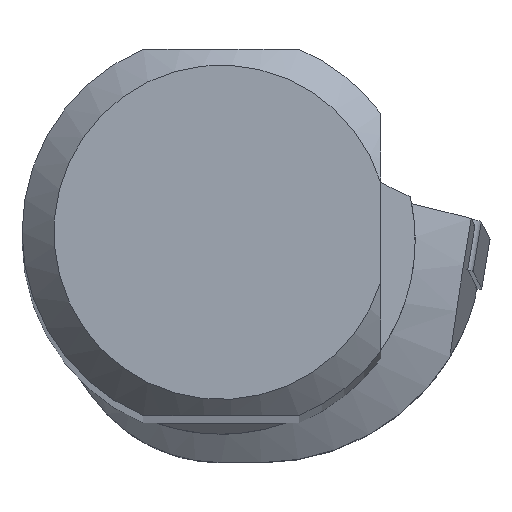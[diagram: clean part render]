
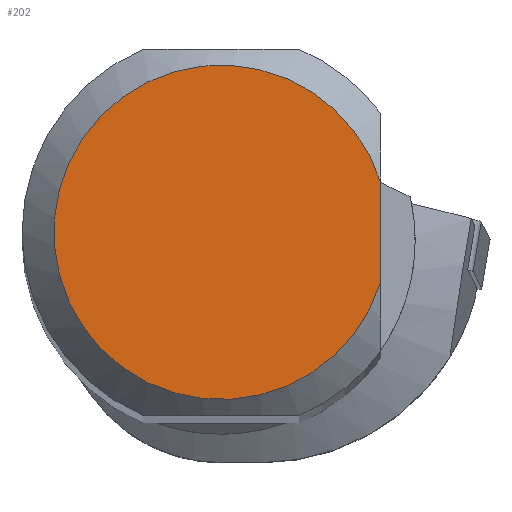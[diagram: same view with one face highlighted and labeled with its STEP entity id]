
A CAD part, top view. The second image highlights one B-rep face of the part: STEP entity #202.
In plain terms, the highlighted planar face has unit normal (0, 0, 1).
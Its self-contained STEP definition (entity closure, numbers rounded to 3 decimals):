
#157=FACE_OUTER_BOUND('',#399,.T.);
#202=ADVANCED_FACE('CU_SU_BP3',(#157),#234,.F.);
#234=PLANE('',#1059);
#283=LINE('',#1656,#340);
#340=VECTOR('',#1242,1.);
#399=EDGE_LOOP('',(#579,#580));
#579=ORIENTED_EDGE('',*,*,#847,.T.);
#580=ORIENTED_EDGE('',*,*,#838,.T.);
#734=VERTEX_POINT('',#1655);
#735=VERTEX_POINT('',#1657);
#838=EDGE_CURVE('',#735,#734,#283,.T.);
#847=EDGE_CURVE('',#734,#735,#896,.T.);
#896=CIRCLE('',#1052,10.491);
#1052=AXIS2_PLACEMENT_3D('',#1679,#1259,#1260);
#1059=AXIS2_PLACEMENT_3D('',#1699,#1274,#1275);
#1242=DIRECTION('',(0.,1.,0.));
#1259=DIRECTION('',(0.,0.,1.));
#1260=DIRECTION('',(-0.986,0.164,0.));
#1274=DIRECTION('',(0.,0.,-1.));
#1275=DIRECTION('',(-0.986,0.164,0.));
#1655=CARTESIAN_POINT('',(10.009,3.145,0.));
#1656=CARTESIAN_POINT('',(10.009,-11.5,0.));
#1657=CARTESIAN_POINT('',(10.009,-3.145,0.));
#1679=CARTESIAN_POINT('',(0.,0.,0.));
#1699=CARTESIAN_POINT('',(-12.491,0.,0.));
